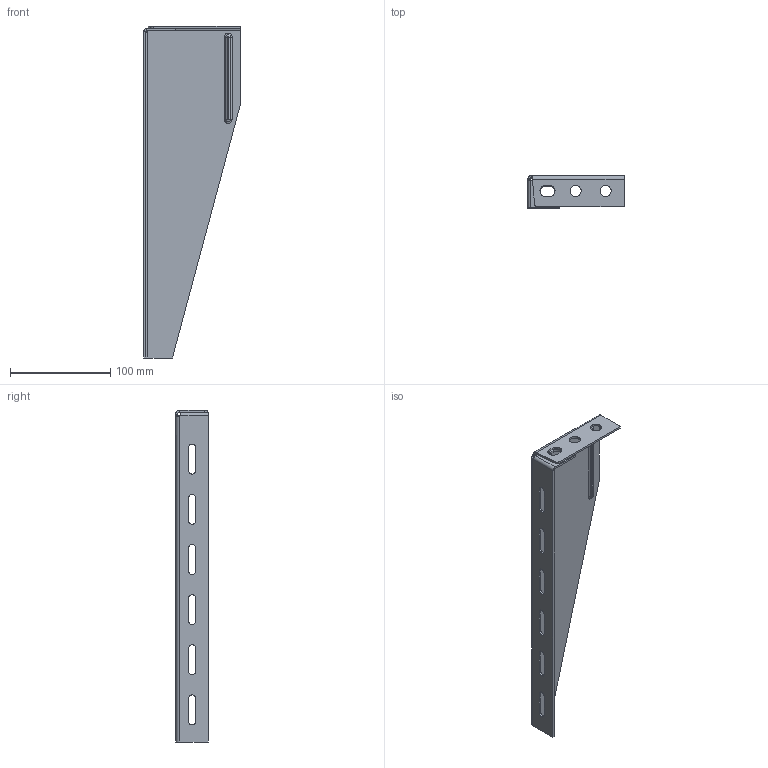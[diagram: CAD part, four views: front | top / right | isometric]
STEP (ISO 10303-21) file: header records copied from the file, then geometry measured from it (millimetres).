
FILE_DESCRIPTION(/* description */ (''),/* implementation_level */ '2;1');
FILE_NAME(/* name */ 'KSP300.ipt.stp',/* time_stamp */ '2023-05-17T16:45:23+03:00',/* author */ ('Man88'),/* organization */ (''),/* preprocessor_version */ 'ST-DEVELOPER v19.2',/* originating_system */ 'Autodesk Inventor 2023',/* authorisation */ '');
FILE_SCHEMA (('AUTOMOTIVE_DESIGN { 1 0 10303 214 3 1 1 }'));
Length unit declared in the file: millimetre
Products named in the file (1): Консоль с опорой 
300 мм, KSP300
Bounding box: 96 x 32.48 x 331 mm (x, y, z)
Volume: 69509.7 mm3; surface area: 72212.4 mm2
Topology: 1 solids, 1 shells, 90 faces, 232 edges, 146 vertices
Faces by surface type: plane 43, cylinder 34, bspline 7, torus 4, cone 2
Full cylindrical faces by diameter (mm): 11 x2
Entity records: 3605 total; most frequent: CARTESIAN_POINT 1222, ORIENTED_EDGE 464, DIRECTION 464, EDGE_CURVE 232, AXIS2_PLACEMENT_3D 158, LINE 148, VECTOR 148, VERTEX_POINT 146
